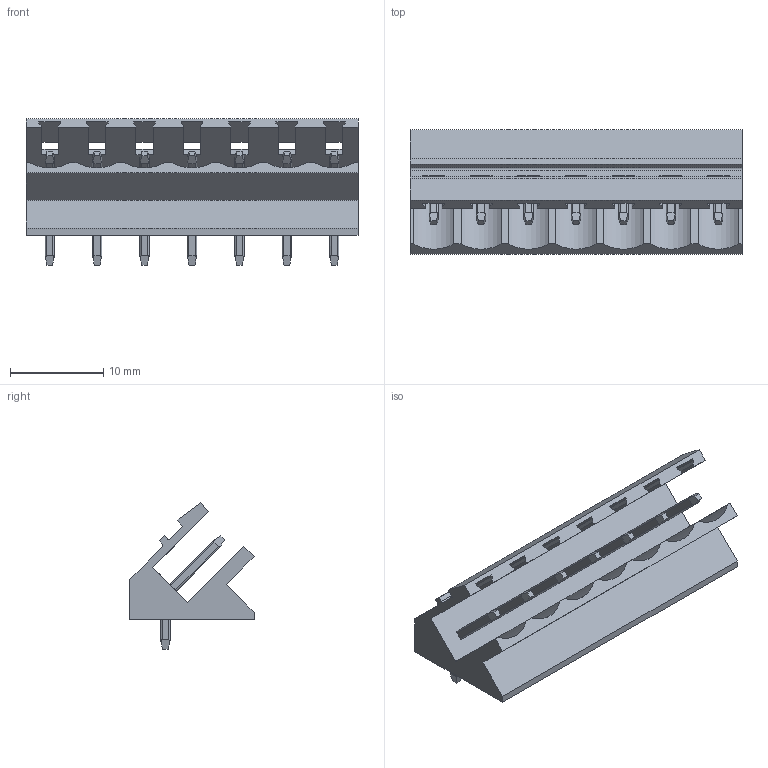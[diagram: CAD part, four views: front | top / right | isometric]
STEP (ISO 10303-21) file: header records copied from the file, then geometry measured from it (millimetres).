
FILE_DESCRIPTION(('CATIA V5 STEP Exchange','CAx-IF Rec.Pracs.--- Model Styling and Organization---1.2---2011-12-15'),'2;1');
FILE_NAME ('D1453151_0_1603110000_1603110000.stp','2018-10-10T08:07:58+00:00',('none'),('Weidmueller'),'CATIA Version 5-6 Release 2014','CATIA V5 STEP AP214','none');
FILE_SCHEMA(('AUTOMOTIVE_DESIGN { 1 0 10303 214 1 1 1 1 }'));
Length unit declared in the file: millimetre
Products named in the file (1): 1603110000
Bounding box: 35.56 x 13.3 x 15.67 mm (x, y, z)
Volume: 2171.8 mm3; surface area: 2962 mm2
Topology: 8 solids, 8 shells, 365 faces, 1005 edges, 642 vertices
Faces by surface type: plane 244, cylinder 121
Entity records: 12898 total; most frequent: CARTESIAN_POINT 4366, ORIENTED_EDGE 2010, DIRECTION 1345, EDGE_CURVE 1005, VECTOR 763, LINE 763, VERTEX_POINT 642, EDGE_LOOP 379
